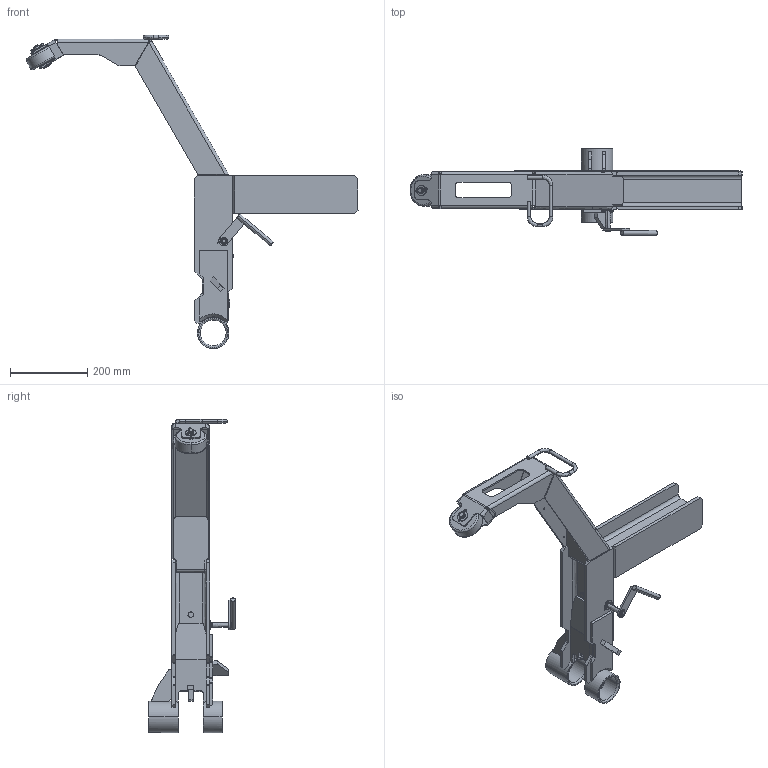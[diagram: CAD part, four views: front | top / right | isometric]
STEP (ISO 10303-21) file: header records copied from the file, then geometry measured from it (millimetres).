
FILE_DESCRIPTION(('FreeCAD Model'),'2;1');
FILE_NAME('Open CASCADE Shape Model','2025-05-07T16:51:06',('FreeCAD'),( 'FreeCAD'),'Open CASCADE STEP processor 7.6','FreeCAD','Unknown');
FILE_SCHEMA(('AUTOMOTIVE_DESIGN { 1 0 10303 214 1 1 1 1 }'));
Length unit declared in the file: millimetre
Products named in the file (1): Open CASCADE STEP translator 7.6 1
Bounding box: 859.45 x 225.07 x 811 mm (x, y, z)
Volume: 3145898.4 mm3; surface area: 1086906.9 mm2
Topology: 47 solids, 47 shells, 932 faces, 2304 edges, 1465 vertices
Faces by surface type: bspline 932
Entity records: 29720 total; most frequent: CARTESIAN_POINT 16266, ORIENTED_EDGE 4608, EDGE_CURVE 2304, B_SPLINE_CURVE_WITH_KNOTS 1532, VERTEX_POINT 1465, FACE_BOUND 1013, EDGE_LOOP 1013, ADVANCED_FACE 932
